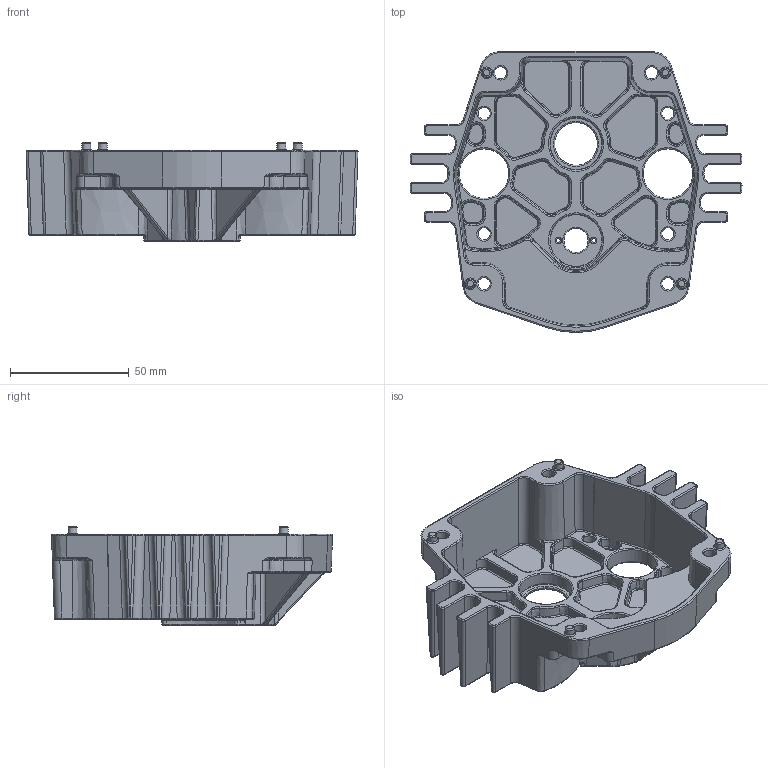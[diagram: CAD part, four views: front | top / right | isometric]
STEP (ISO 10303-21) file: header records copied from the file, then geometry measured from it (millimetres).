
FILE_DESCRIPTION(/* description */ (''),/* implementation_level */ '2;1');
FILE_NAME(/* name */ 'am-0650.ipt.step',/* time_stamp */ '2017-01-04T14:50:54-08:00',/* author */ ('Autodesk Inc.'),/* organization */ ('Autodesk Inc.'),/* preprocessor_version */ 'ST-DEVELOPER v16.5',/* originating_system */ 'Autodesk Inventor 2017',/* authorisation */ '');
FILE_SCHEMA (('AUTOMOTIVE_DESIGN { 1 0 10303 214 3 1 1 }'));
Products named in the file (1): am-0650
Bounding box: 139.88 x 118.39 x 41.53 mm (x, y, z)
Volume: 87648.6 mm3; surface area: 57616 mm2
Topology: 1 solids, 1 shells, 1224 faces, 2891 edges, 1643 vertices
Faces by surface type: bspline 437, cylinder 386, plane 169, torus 145, cone 57, sphere 30
Full cylindrical faces by diameter (mm): 1.778 x2, 5.105 x4, 10.16 x1, 18.034 x1, 20.828 x2, 22.212 x2
Entity records: 51534 total; most frequent: CARTESIAN_POINT 26451, ORIENTED_EDGE 5566, DIRECTION 4809, EDGE_CURVE 2783, AXIS2_PLACEMENT_3D 1979, VERTEX_POINT 1628, EDGE_LOOP 1319, FACE_OUTER_BOUND 1224
